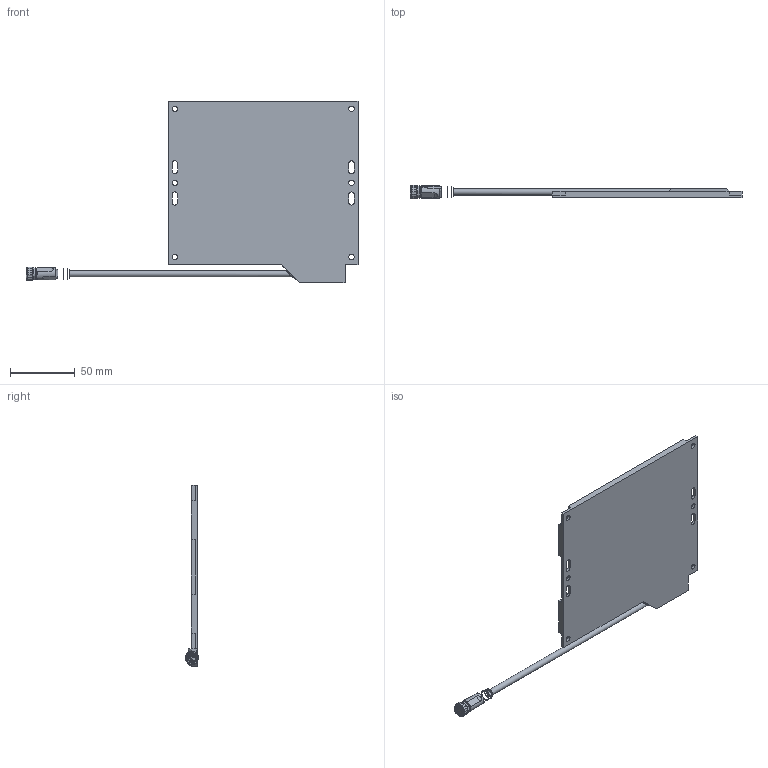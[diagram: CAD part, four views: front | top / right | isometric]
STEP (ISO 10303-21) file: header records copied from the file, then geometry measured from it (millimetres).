
FILE_DESCRIPTION(/* description */ ('STEP Modell A-102x102-W-DIF-S'),/* implementation_level */ '2;1');
FILE_NAME(/* name */ 'A-102x102-W-DIF-S.stp',/* time_stamp */ '2020-11-11T11:56:15+01:00',/* author */ ('Sascha Ludwig'),/* organization */ ('Evotron GmbH & Co. KG Pfuetschbergstrasse 1 98527 Suhl'),/* authorisation */ '');
FILE_SCHEMA (('AUTOMOTIVE_DESIGN { 1 0 10303 214 3 1 1 }'));
Length unit declared in the file: millimetre
Products named in the file (2): A-102x102-W-DIF-S; A-102x102-W-DIF-S_Substitute_3
Assembly tree (1 placements, depth 2):
  A-102x102-W-DIF-S
    A-102x102-W-DIF-S_Substitute_3
Bounding box: 255.6 x 10.36 x 140 mm (x, y, z)
Volume: 96711.9 mm3; surface area: 45292.5 mm2
Topology: 1 solids, 17 shells, 379 faces, 1055 edges, 693 vertices
Faces by surface type: plane 183, cylinder 143, cone 23, sphere 16, torus 13, bspline 1
Full cylindrical faces by diameter (mm): 1.1 x4, 1.2 x4, 1.5 x8, 4.2 x6, 4.7 x1, 5.6 x1, 6.25 x1, 6.9 x1, 7.1 x2, 8.3 x1, 9.5 x1, 9.6 x1
Entity records: 13384 total; most frequent: CARTESIAN_POINT 3111, ORIENTED_EDGE 2050, DIRECTION 1998, EDGE_CURVE 1051, AXIS2_PLACEMENT_3D 706, VERTEX_POINT 693, LINE 586, VECTOR 586
